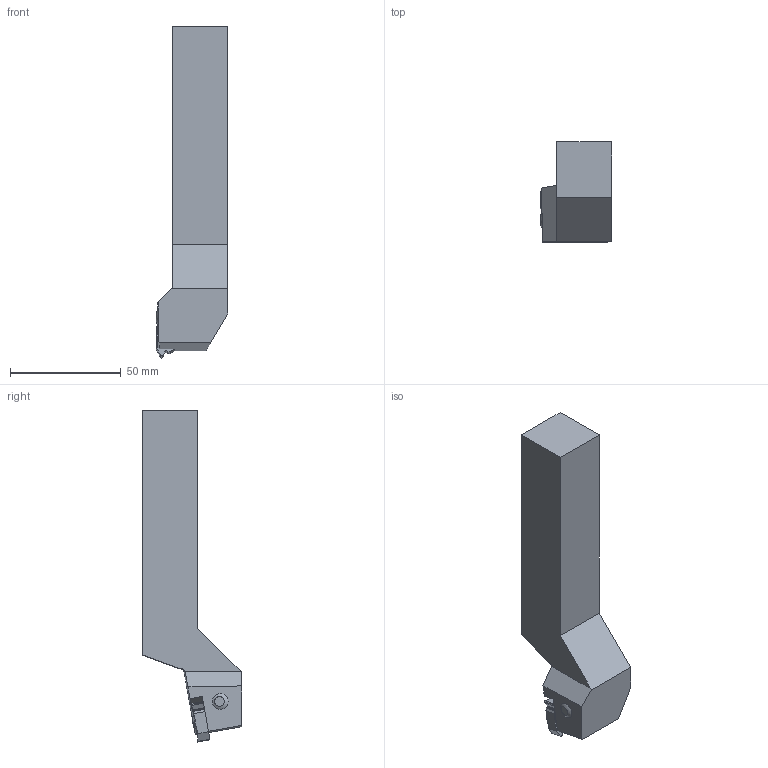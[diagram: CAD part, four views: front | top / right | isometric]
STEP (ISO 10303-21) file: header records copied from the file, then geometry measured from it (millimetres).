
FILE_DESCRIPTION(/* description */ (''),/* implementation_level */ '2;1');
FILE_NAME(/* name */ '1685521967007.stp',/* time_stamp */ '2023-05-31T14:02:55+06:00',/* author */ (''),/* organization */ ('SMS'),/* preprocessor_version */ 'ST-DEVELOPER v16.7',/* originating_system */ 'SIEMENS PLM Software NX 12.0',/* authorisation */ '');
FILE_SCHEMA (('AUTOMOTIVE_DESIGN { 1 0 10303 214 3 1 1 1 }'));
Length unit declared in the file: millimetre
Products named in the file (4): 202697901mod000_00; ASSEMBLY_CONSTRUCTION; 204719708mod000_00; 204719709mod000_00
Assembly tree (3 placements, depth 2):
  204719709mod000_00
    204719708mod000_00
    ASSEMBLY_CONSTRUCTION
    202697901mod000_00
Bounding box: 32.44 x 44.88 x 149.68 mm (x, y, z)
Volume: 93366.2 mm3; surface area: 17380.1 mm2
Topology: 2 solids, 2 shells, 182 faces, 458 edges, 287 vertices
Faces by surface type: plane 64, cylinder 52, bspline 39, torus 16, cone 6, sphere 5
Full cylindrical faces by diameter (mm): 5.7 x2, 8.018 x1
Entity records: 6483 total; most frequent: CARTESIAN_POINT 2150, ORIENTED_EDGE 884, DIRECTION 872, EDGE_CURVE 442, AXIS2_PLACEMENT_3D 331, VERTEX_POINT 276, LINE 210, VECTOR 210
